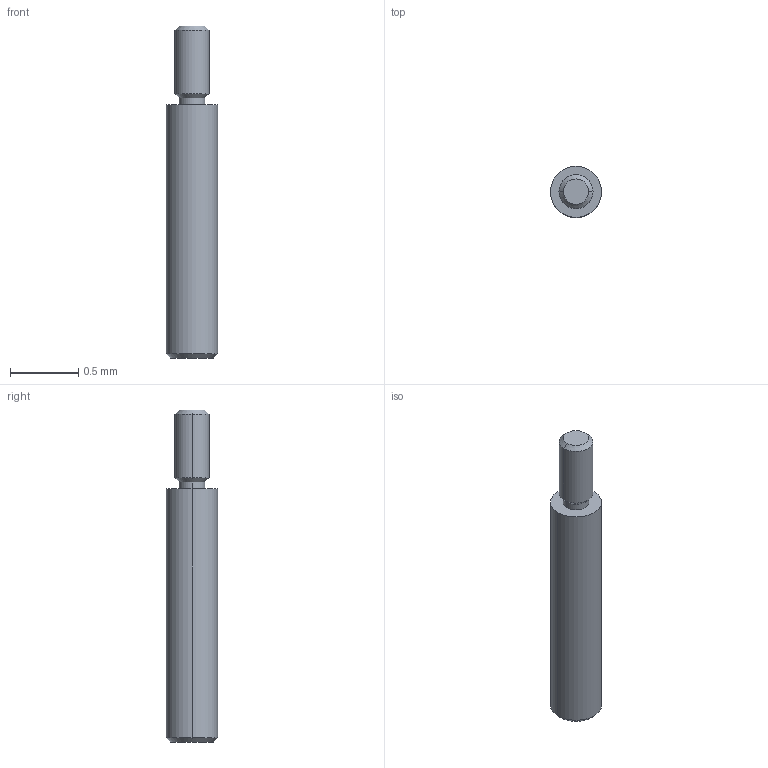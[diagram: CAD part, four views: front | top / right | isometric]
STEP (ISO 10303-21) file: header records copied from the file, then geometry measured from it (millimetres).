
FILE_DESCRIPTION(('produced by SPATIAL CORP'),'2;1');
FILE_NAME( 'shaft_62.hh.sat.stp','2002-04-19T11:22:00+00:00',('SPATIAL CORP'),( 'SPATIAL CORP'),'ACIS STEP Husk','http://www.spatial.com', 'SPATIAL CORP');
FILE_SCHEMA(('CONFIG_CONTROL_DESIGN'));
Length unit declared in the file: millimetre
Products named in the file (1): PRODUCT_ID_1
Bounding box: 0.38 x 0.38 x 2.44 mm (x, y, z)
Volume: 0.2 mm3; surface area: 2.8 mm2
Topology: 1 solids, 1 shells, 15 faces, 28 edges, 16 vertices
Faces by surface type: cone 6, cylinder 6, plane 3
Entity records: 389 total; most frequent: ORIENTED_EDGE 56, DIRECTION 46, CARTESIAN_POINT 45, EDGE_CURVE 28, AXIS2_PLACEMENT_3D 17, VERTEX_POINT 16, EDGE_LOOP 16, FACE_BOUND 16
